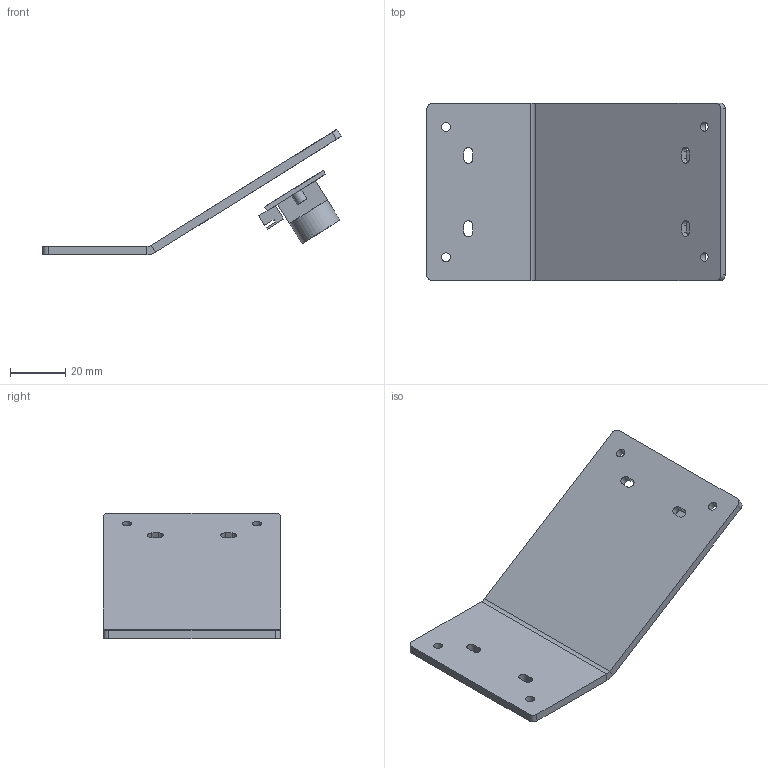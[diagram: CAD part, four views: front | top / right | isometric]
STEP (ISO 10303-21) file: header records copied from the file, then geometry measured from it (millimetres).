
FILE_DESCRIPTION( ('This file contains a STEP AP42 implementation' ,'as created by ZW3D STEP Interface translator.') ,'2;1' );
FILE_NAME( '相机CCD_带支架(平衡车用）.stp' ,'23 620. 94635', (''), ('ZWCAD Software Co.'), 'Version 1.0', 'ZW3D to STEP translator', '' );
FILE_SCHEMA(('AUTOMOTIVE_DESIGN { 1 0 10303 214 1 1 1 1 }'));
Length unit declared in the file: millimetre
Products named in the file (2): 0; 1
Bounding box: 107.81 x 64 x 45.32 mm (x, y, z)
Volume: 28017.7 mm3; surface area: 19729.1 mm2
Topology: 2 solids, 2 shells, 142 faces, 355 edges, 225 vertices
Faces by surface type: plane 114, cylinder 26, bspline 2
Full cylindrical faces by diameter (mm): 2 x1, 3.2 x8, 16.1 x1
Entity records: 4372 total; most frequent: CARTESIAN_POINT 729, ORIENTED_EDGE 710, DIRECTION 692, EDGE_CURVE 355, VECTOR 300, LINE 300, VERTEX_POINT 225, AXIS2_PLACEMENT_3D 196
